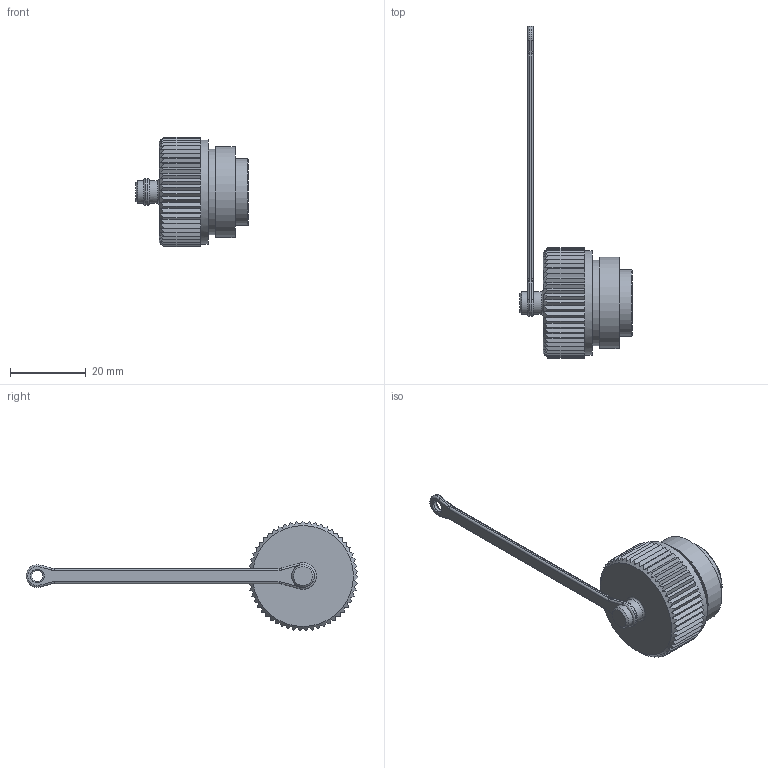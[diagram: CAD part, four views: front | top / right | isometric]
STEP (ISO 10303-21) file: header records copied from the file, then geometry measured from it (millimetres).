
FILE_DESCRIPTION(/* description */ (''),/* implementation_level */ '2;1');
FILE_NAME(/* name */ '08-2302-000-000_bg',/* time_stamp */ '2007-12-07T09:00:35+01:00',/* author */ (''),/* organization */ (''),/* preprocessor_version */ 'ST-DEVELOPER v9',/* originating_system */ 'UGS - NX 4.0',/* authorisation */ '');
FILE_SCHEMA (('CONFIG_CONTROL_DESIGN'));
Length unit declared in the file: millimetre
Products named in the file (1): kborE014o5yw
Bounding box: 29.7 x 87.48 x 28.98 mm (x, y, z)
Volume: 9483.5 mm3; surface area: 5210.4 mm2
Topology: 1 solids, 1 shells, 225 faces, 621 edges, 402 vertices
Faces by surface type: plane 179, cylinder 26, torus 17, cone 3
Full cylindrical faces by diameter (mm): 3 x1, 6 x2, 13.7 x1, 17.6 x1, 22.5 x1, 24 x1, 27.5 x1
Entity records: 7231 total; most frequent: CARTESIAN_POINT 1555, ORIENTED_EDGE 1202, DIRECTION 1123, EDGE_CURVE 601, AXIS2_PLACEMENT_3D 406, VERTEX_POINT 398, LINE 311, VECTOR 311
